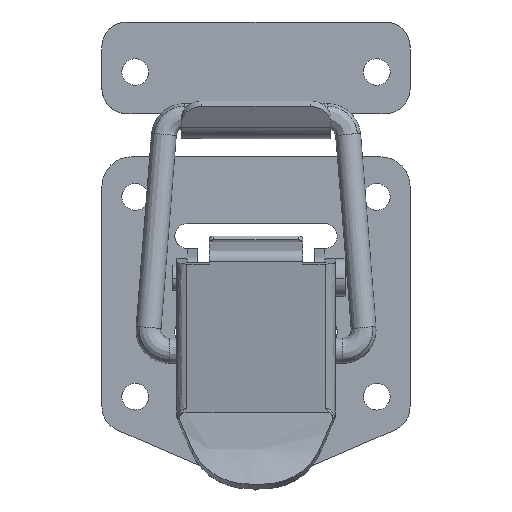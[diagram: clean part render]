
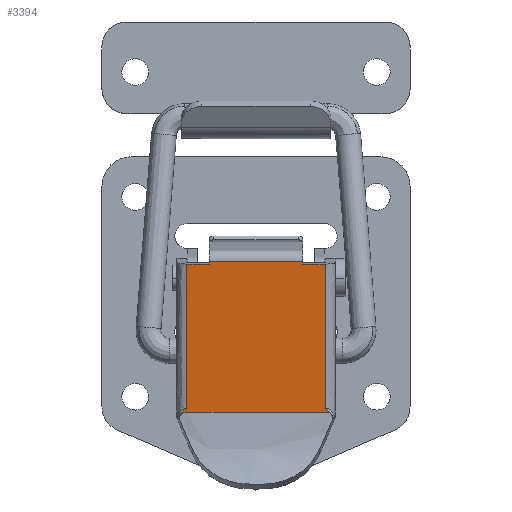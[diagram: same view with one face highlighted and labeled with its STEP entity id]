
A CAD part, front view. The second image highlights one B-rep face of the part: STEP entity #3394.
In plain terms, the highlighted free-form (B-spline) face has degree [1, 1] with [2, 2] control points.
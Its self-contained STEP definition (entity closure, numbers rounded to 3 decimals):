
#2326=CARTESIAN_POINT('',(-5.232,9.087,-35.865));
#2327=VERTEX_POINT('',#2326);
#2328=CARTESIAN_POINT('',(-5.228,9.113,-35.894));
#2329=VERTEX_POINT('',#2328);
#2330=CARTESIAN_POINT('',(-5.232,9.087,-35.865));
#2331=CARTESIAN_POINT('',(-5.231,9.096,-35.875));
#2332=CARTESIAN_POINT('',(-5.229,9.105,-35.884));
#2333=CARTESIAN_POINT('',(-5.228,9.113,-35.894));
#2334=QUASI_UNIFORM_CURVE('',3,(#2330,#2331,#2332,#2333),.UNSPECIFIED.,.F.,.U.);
#2335=EDGE_CURVE('',#2327,#2329,#2334,.T.);
#2684=CARTESIAN_POINT('',(-7.874,5.6,-17.466));
#2685=VERTEX_POINT('',#2684);
#2686=CARTESIAN_POINT('',(-7.831,5.6,-17.763));
#2687=VERTEX_POINT('',#2686);
#2688=CARTESIAN_POINT('',(-7.874,5.6,-17.466));
#2689=CARTESIAN_POINT('',(-7.831,5.6,-17.763));
#2690=QUASI_UNIFORM_CURVE('',1,(#2688,#2689),.UNSPECIFIED.,.F.,.U.);
#2691=EDGE_CURVE('',#2685,#2687,#2690,.T.);
#2751=CARTESIAN_POINT('',(-7.874,-5.6,-17.466));
#2752=VERTEX_POINT('',#2751);
#2753=CARTESIAN_POINT('',(-7.831,-5.6,-17.763));
#2754=VERTEX_POINT('',#2753);
#2755=CARTESIAN_POINT('',(-7.874,-5.6,-17.466));
#2756=CARTESIAN_POINT('',(-7.831,-5.6,-17.763));
#2757=QUASI_UNIFORM_CURVE('',1,(#2755,#2756),.UNSPECIFIED.,.F.,.U.);
#2758=EDGE_CURVE('',#2752,#2754,#2757,.T.);
#2828=CARTESIAN_POINT('',(-7.874,-5.6,-17.466));
#2829=CARTESIAN_POINT('',(-7.874,5.6,-17.466));
#2830=QUASI_UNIFORM_CURVE('',1,(#2828,#2829),.UNSPECIFIED.,.F.,.U.);
#2831=EDGE_CURVE('',#2752,#2685,#2830,.T.);
#2954=CARTESIAN_POINT('',(-5.344,8.3,-35.085));
#2955=VERTEX_POINT('',#2954);
#2970=CARTESIAN_POINT('',(-5.344,8.3,-35.085));
#2971=CARTESIAN_POINT('',(-5.34,8.345,-35.114));
#2972=CARTESIAN_POINT('',(-5.337,8.371,-35.132));
#2973=CARTESIAN_POINT('',(-5.333,8.413,-35.164));
#2974=CARTESIAN_POINT('',(-5.329,8.449,-35.193));
#2975=CARTESIAN_POINT('',(-5.324,8.484,-35.222));
#2976=CARTESIAN_POINT('',(-5.32,8.518,-35.253));
#2977=CARTESIAN_POINT('',(-5.311,8.588,-35.315));
#2978=CARTESIAN_POINT('',(-5.301,8.654,-35.383));
#2979=CARTESIAN_POINT('',(-5.291,8.717,-35.452));
#2980=CARTESIAN_POINT('',(-5.272,8.842,-35.588));
#2981=CARTESIAN_POINT('',(-5.251,8.96,-35.731));
#2982=CARTESIAN_POINT('',(-5.232,9.087,-35.865));
#2983=B_SPLINE_CURVE_WITH_KNOTS('',3,(#2970,#2971,#2972,#2973,#2974,#2975,#2976,#2977,#2978,#2979,#2980,#2981,#2982),.UNSPECIFIED.,.F.,.U.,(4,3,3,3,4),(0.0,0.16,0.299,0.58,1.138),.UNSPECIFIED.);
#2984=EDGE_CURVE('',#2955,#2327,#2983,.T.);
#3048=CARTESIAN_POINT('',(-5.344,-8.3,-35.085));
#3049=VERTEX_POINT('',#3048);
#3063=CARTESIAN_POINT('',(-5.273,-8.831,-35.58));
#3064=VERTEX_POINT('',#3063);
#3065=CARTESIAN_POINT('',(-5.273,-8.831,-35.58));
#3066=CARTESIAN_POINT('',(-5.286,-8.751,-35.489));
#3067=CARTESIAN_POINT('',(-5.299,-8.67,-35.398));
#3068=CARTESIAN_POINT('',(-5.317,-8.539,-35.271));
#3069=CARTESIAN_POINT('',(-5.323,-8.495,-35.231));
#3070=CARTESIAN_POINT('',(-5.334,-8.401,-35.154));
#3071=CARTESIAN_POINT('',(-5.339,-8.351,-35.118));
#3072=CARTESIAN_POINT('',(-5.344,-8.3,-35.085));
#3073=B_SPLINE_CURVE_WITH_KNOTS('',3,(#3065,#3066,#3067,#3068,#3069,#3070,#3071,#3072),.UNSPECIFIED.,.F.,.U.,(4,2,2,4),(0.0,0.5,0.75,1.0),.UNSPECIFIED.);
#3074=EDGE_CURVE('',#3064,#3049,#3073,.T.);
#3100=CARTESIAN_POINT('',(-5.273,8.3,-35.58));
#3101=VERTEX_POINT('',#3100);
#3102=CARTESIAN_POINT('',(-5.273,8.3,-35.58));
#3103=CARTESIAN_POINT('',(-5.273,8.768,-35.58));
#3104=CARTESIAN_POINT('',(-5.228,9.113,-35.894));
#3112=(BOUNDED_CURVE()B_SPLINE_CURVE(2,(#3102,#3103,#3104),.UNSPECIFIED.,.F.,.U.)CURVE()GEOMETRIC_REPRESENTATION_ITEM()QUASI_UNIFORM_CURVE()RATIONAL_B_SPLINE_CURVE((1.0,0.932,1.0))REPRESENTATION_ITEM(''));
#3113=EDGE_CURVE('',#3101,#2329,#3112,.T.);
#3201=CARTESIAN_POINT('',(-5.273,-8.831,-35.58));
#3202=CARTESIAN_POINT('',(-5.273,8.3,-35.58));
#3203=QUASI_UNIFORM_CURVE('',1,(#3201,#3202),.UNSPECIFIED.,.F.,.U.);
#3204=EDGE_CURVE('',#3064,#3101,#3203,.T.);
#3355=CARTESIAN_POINT('',(-8.006,-9.727,-16.546));
#3356=CARTESIAN_POINT('',(-5.096,-9.727,-36.814));
#3357=CARTESIAN_POINT('',(-8.006,10.009,-16.546));
#3358=CARTESIAN_POINT('',(-5.096,10.009,-36.814));
#3359=B_SPLINE_SURFACE_WITH_KNOTS('',1,1,((#3355,#3357),(#3356,#3358)),.UNSPECIFIED.,.F.,.F.,.U.,(2,2),(2,2),(0.0,20.477),(0.0,19.736),.UNSPECIFIED.);
#3360=ORIENTED_EDGE('',*,*,#2984,.T.);
#3361=ORIENTED_EDGE('',*,*,#2335,.T.);
#3362=ORIENTED_EDGE('',*,*,#3113,.F.);
#3363=ORIENTED_EDGE('',*,*,#3204,.F.);
#3364=ORIENTED_EDGE('',*,*,#3074,.T.);
#3365=CARTESIAN_POINT('',(-7.831,-8.3,-17.763));
#3366=VERTEX_POINT('',#3365);
#3367=CARTESIAN_POINT('',(-5.344,-8.3,-35.085));
#3368=CARTESIAN_POINT('',(-7.831,-8.3,-17.763));
#3369=QUASI_UNIFORM_CURVE('',1,(#3367,#3368),.UNSPECIFIED.,.F.,.U.);
#3370=EDGE_CURVE('',#3049,#3366,#3369,.T.);
#3371=ORIENTED_EDGE('',*,*,#3370,.T.);
#3372=CARTESIAN_POINT('',(-7.831,-8.3,-17.763));
#3373=CARTESIAN_POINT('',(-7.831,-5.6,-17.763));
#3374=QUASI_UNIFORM_CURVE('',1,(#3372,#3373),.UNSPECIFIED.,.F.,.U.);
#3375=EDGE_CURVE('',#3366,#2754,#3374,.T.);
#3376=ORIENTED_EDGE('',*,*,#3375,.T.);
#3377=ORIENTED_EDGE('',*,*,#2758,.F.);
#3378=ORIENTED_EDGE('',*,*,#2831,.T.);
#3379=ORIENTED_EDGE('',*,*,#2691,.T.);
#3380=CARTESIAN_POINT('',(-7.831,8.3,-17.763));
#3381=VERTEX_POINT('',#3380);
#3382=CARTESIAN_POINT('',(-7.831,5.6,-17.763));
#3383=CARTESIAN_POINT('',(-7.831,8.3,-17.763));
#3384=QUASI_UNIFORM_CURVE('',1,(#3382,#3383),.UNSPECIFIED.,.F.,.U.);
#3385=EDGE_CURVE('',#2687,#3381,#3384,.T.);
#3386=ORIENTED_EDGE('',*,*,#3385,.T.);
#3387=CARTESIAN_POINT('',(-7.831,8.3,-17.763));
#3388=CARTESIAN_POINT('',(-5.344,8.3,-35.085));
#3389=QUASI_UNIFORM_CURVE('',1,(#3387,#3388),.UNSPECIFIED.,.F.,.U.);
#3390=EDGE_CURVE('',#3381,#2955,#3389,.T.);
#3391=ORIENTED_EDGE('',*,*,#3390,.T.);
#3392=EDGE_LOOP('',(#3360,#3361,#3362,#3363,#3364,#3371,#3376,#3377,#3378,#3379,#3386,#3391));
#3393=FACE_OUTER_BOUND('',#3392,.T.);
#3394=ADVANCED_FACE('',(#3393),#3359,.F.);
